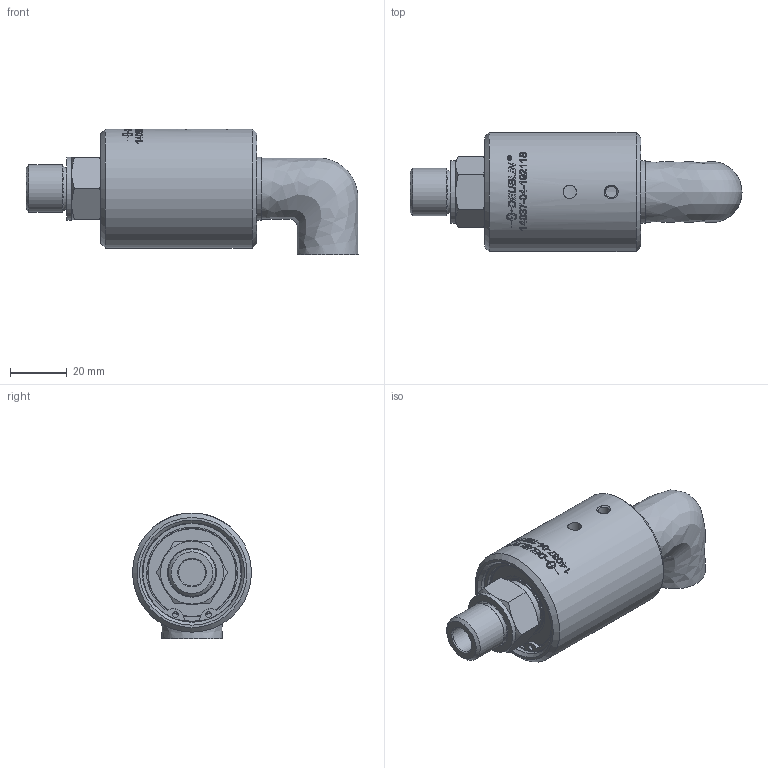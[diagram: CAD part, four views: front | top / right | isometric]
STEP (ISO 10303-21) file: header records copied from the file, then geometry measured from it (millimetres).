
FILE_DESCRIPTION(/* description */ (''),/* implementation_level */ '2;1');
FILE_NAME(/* name */ '14037-04-192118-IC.stp',/* time_stamp */ '2020-05-17T11:50:38-05:00',/* author */ ('Moorera'),/* organization */ (''),/* preprocessor_version */ 'ST-DEVELOPER v18.1',/* originating_system */ 'Autodesk Inventor 2020',/* authorisation */ '');
FILE_SCHEMA (('AUTOMOTIVE_DESIGN { 1 0 10303 214 3 1 1 }'));
Length unit declared in the file: millimetre
Products named in the file (1): 14037-04-192118-IC
Bounding box: 117.11 x 42 x 44.4 mm (x, y, z)
Volume: 88462.1 mm3; surface area: 18968.2 mm2
Topology: 1 solids, 3 shells, 477 faces, 1279 edges, 859 vertices
Faces by surface type: plane 255, bspline 132, cylinder 69, cone 17, torus 4
Full cylindrical faces by diameter (mm): 1.981 x2, 3.12 x2, 4 x1, 4.7 x1, 9.5 x2, 14.95 x1, 16.662 x1, 17.3 x1, 19.15 x1, 22.2 x2, 22.65 x1, 25.3 x1, 30.95 x1, 31.2 x1, 34.5 x1, 35.05 x1, 42 x1
Entity records: 19761 total; most frequent: CARTESIAN_POINT 8139, ORIENTED_EDGE 2552, DIRECTION 2151, EDGE_CURVE 1276, VERTEX_POINT 859, AXIS2_PLACEMENT_3D 835, EDGE_LOOP 535, LINE 481
